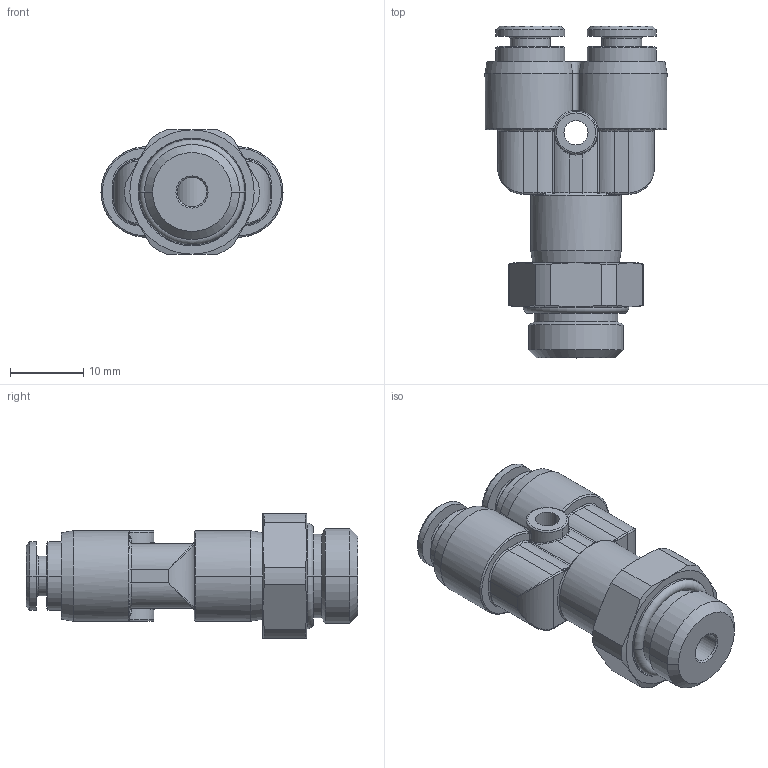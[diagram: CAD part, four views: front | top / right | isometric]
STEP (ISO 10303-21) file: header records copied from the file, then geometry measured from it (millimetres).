
FILE_DESCRIPTION(( 'MXP.52.04.14.stp' ), '1');
FILE_NAME( 'MXP.52.04.14.stp', '2021-02-22T15:47:19',( 'Sopra'),('sopra-pneumatic.com'), 'SwSTEP 2.0','SolidWorks 2009','' );
FILE_SCHEMA(('CONFIG_CONTROL_DESIGN'));
Length unit declared in the file: millimetre
Products named in the file (1): 367457B_992V-4F-1-4
Bounding box: 24.9 x 45.4 x 17 mm (x, y, z)
Volume: 6814.8 mm3; surface area: 4681 mm2
Topology: 2 solids, 2 shells, 275 faces, 656 edges, 392 vertices
Faces by surface type: cylinder 81, plane 60, torus 54, cone 40, bspline 40
Entity records: 10276 total; most frequent: CARTESIAN_POINT 4025, DIRECTION 1330, ORIENTED_EDGE 1312, EDGE_CURVE 656, AXIS2_PLACEMENT_3D 563, VERTEX_POINT 392, CIRCLE 328, EDGE_LOOP 290
